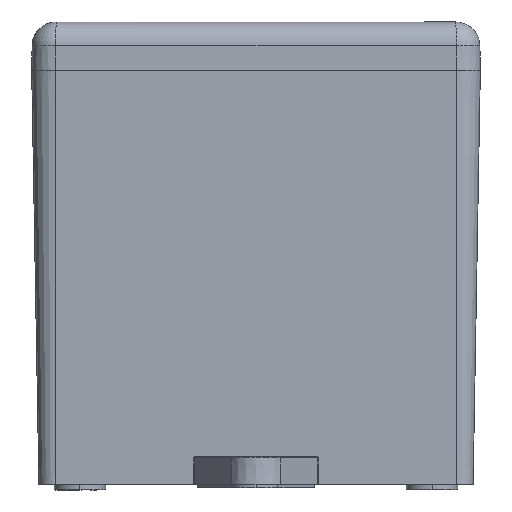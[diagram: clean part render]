
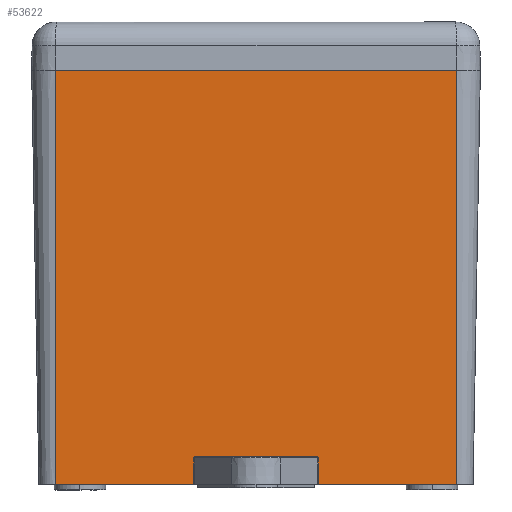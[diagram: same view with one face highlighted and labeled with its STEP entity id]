
A CAD part, left-side view. The second image highlights one B-rep face of the part: STEP entity #53622.
In plain terms, the highlighted face is planar.
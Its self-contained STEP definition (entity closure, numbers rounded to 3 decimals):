
#498 = LINE ( 'NONE', #42121, #5471 ) ;
#1081 = EDGE_CURVE ( 'NONE', #41861, #27955, #42361, .T. ) ;
#1927 = LINE ( 'NONE', #6061, #3356 ) ;
#2521 = CARTESIAN_POINT ( 'NONE',  ( -65., 58., 0. ) ) ;
#3356 = VECTOR ( 'NONE', #36048, 1000. ) ;
#3415 = CARTESIAN_POINT ( 'NONE',  ( -62.905, 58., 120. ) ) ;
#5471 = VECTOR ( 'NONE', #21440, 1000. ) ;
#6004 = ORIENTED_EDGE ( 'NONE', *, *, #40349, .T. ) ;
#6061 = CARTESIAN_POINT ( 'NONE',  ( -64.987, 16.018, 0.733 ) ) ;
#7399 = DIRECTION ( 'NONE',  ( -1., 0., 0.017 ) ) ;
#7432 = LINE ( 'NONE', #2521, #35312 ) ;
#7679 = PLANE ( 'NONE',  #35612 ) ;
#8011 = DIRECTION ( 'NONE',  ( 0., -1., 0. ) ) ;
#8467 = CARTESIAN_POINT ( 'NONE',  ( -62.905, 58., 120. ) ) ;
#8998 = VECTOR ( 'NONE', #8011, 1000. ) ;
#10279 = VECTOR ( 'NONE', #38262, 1000. ) ;
#10916 = VECTOR ( 'NONE', #42088, 1000. ) ;
#12762 = VERTEX_POINT ( 'NONE', #14400 ) ;
#14400 = CARTESIAN_POINT ( 'NONE',  ( -65., -58., 0. ) ) ;
#15680 = CARTESIAN_POINT ( 'NONE',  ( -65., 58., 0. ) ) ;
#16887 = ORIENTED_EDGE ( 'NONE', *, *, #1081, .F. ) ;
#17546 = CARTESIAN_POINT ( 'NONE',  ( -65., 58., 0. ) ) ;
#18808 = CARTESIAN_POINT ( 'NONE',  ( -65., 58., 0. ) ) ;
#19782 = CARTESIAN_POINT ( 'NONE',  ( -65.023, -15.983, -1.291 ) ) ;
#19825 = DIRECTION ( 'NONE',  ( 0., 1., 0. ) ) ;
#21440 = DIRECTION ( 'NONE',  ( -0.017, 0., -1. ) ) ;
#22254 = CARTESIAN_POINT ( 'NONE',  ( -62.905, 18.1, 120. ) ) ;
#22275 = CARTESIAN_POINT ( 'NONE',  ( -63.045, -17.96, 112. ) ) ;
#22357 = VECTOR ( 'NONE', #35602, 1000. ) ;
#23842 = ORIENTED_EDGE ( 'NONE', *, *, #35716, .F. ) ;
#25215 = VERTEX_POINT ( 'NONE', #26672 ) ;
#26581 = ORIENTED_EDGE ( 'NONE', *, *, #32978, .F. ) ;
#26672 = CARTESIAN_POINT ( 'NONE',  ( -62.905, -18.1, 120. ) ) ;
#27414 = CARTESIAN_POINT ( 'NONE',  ( -62.905, -58., 120. ) ) ;
#27955 = VERTEX_POINT ( 'NONE', #22254 ) ;
#28518 = ORIENTED_EDGE ( 'NONE', *, *, #47482, .F. ) ;
#31873 = VERTEX_POINT ( 'NONE', #22275 ) ;
#32038 = EDGE_CURVE ( 'NONE', #31873, #25215, #35761, .T. ) ;
#32297 = VERTEX_POINT ( 'NONE', #17546 ) ;
#32485 = CARTESIAN_POINT ( 'NONE',  ( -63.045, 17.96, 112. ) ) ;
#32978 = EDGE_CURVE ( 'NONE', #42581, #31873, #51280, .T. ) ;
#33084 = LINE ( 'NONE', #54352, #8998 ) ;
#33288 = ORIENTED_EDGE ( 'NONE', *, *, #32038, .F. ) ;
#33577 = FACE_OUTER_BOUND ( 'NONE', #52411, .T. ) ;
#33852 = CARTESIAN_POINT ( 'NONE',  ( -63.045, 58., 112. ) ) ;
#35312 = VECTOR ( 'NONE', #36352, 1000. ) ;
#35602 = DIRECTION ( 'NONE',  ( -0.017, 0., -1. ) ) ;
#35612 = AXIS2_PLACEMENT_3D ( 'NONE', #15680, #7399, #19825 ) ;
#35716 = EDGE_CURVE ( 'NONE', #27955, #42581, #1927, .T. ) ;
#35761 = LINE ( 'NONE', #19782, #38382 ) ;
#36048 = DIRECTION ( 'NONE',  ( -0.017, -0.017, -1. ) ) ;
#36352 = DIRECTION ( 'NONE',  ( 0., -1., 0. ) ) ;
#36550 = DIRECTION ( 'NONE',  ( 0.017, -0.017, 1. ) ) ;
#38262 = DIRECTION ( 'NONE',  ( 0., -1., 0. ) ) ;
#38382 = VECTOR ( 'NONE', #36550, 1000. ) ;
#40349 = EDGE_CURVE ( 'NONE', #32297, #12762, #7432, .T. ) ;
#41472 = ORIENTED_EDGE ( 'NONE', *, *, #47795, .F. ) ;
#41861 = VERTEX_POINT ( 'NONE', #3415 ) ;
#42088 = DIRECTION ( 'NONE',  ( 0., -1., 0. ) ) ;
#42121 = CARTESIAN_POINT ( 'NONE',  ( -65., -58., 0. ) ) ;
#42361 = LINE ( 'NONE', #8467, #10916 ) ;
#42581 = VERTEX_POINT ( 'NONE', #32485 ) ;
#46263 = VERTEX_POINT ( 'NONE', #27414 ) ;
#47352 = ORIENTED_EDGE ( 'NONE', *, *, #53134, .T. ) ;
#47482 = EDGE_CURVE ( 'NONE', #46263, #12762, #498, .T. ) ;
#47795 = EDGE_CURVE ( 'NONE', #25215, #46263, #33084, .T. ) ;
#51280 = LINE ( 'NONE', #33852, #10279 ) ;
#52411 = EDGE_LOOP ( 'NONE', ( #33288, #26581, #23842, #16887, #47352, #6004, #28518, #41472 ) ) ;
#52756 = LINE ( 'NONE', #18808, #22357 ) ;
#53134 = EDGE_CURVE ( 'NONE', #41861, #32297, #52756, .T. ) ;
#53622 = ADVANCED_FACE ( 'NONE', ( #33577 ), #7679, .T. ) ;
#54352 = CARTESIAN_POINT ( 'NONE',  ( -62.905, 58., 120. ) ) ;
